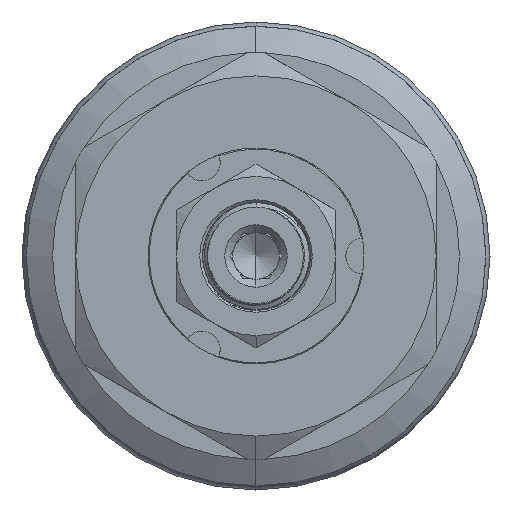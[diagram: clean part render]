
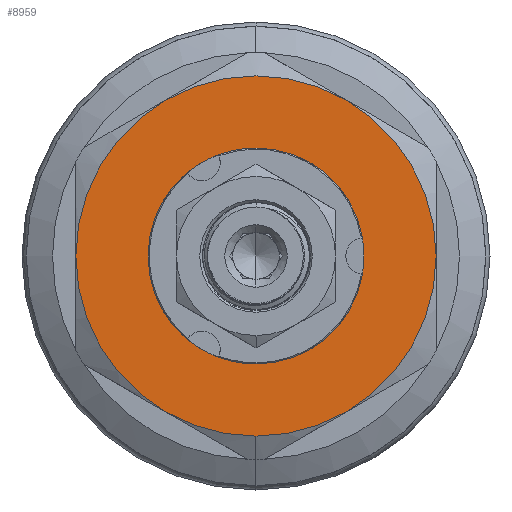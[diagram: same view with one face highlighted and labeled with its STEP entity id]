
A CAD part, left-side view. The second image highlights one B-rep face of the part: STEP entity #8959.
In plain terms, the highlighted planar face has unit normal (-1, 0, 0).
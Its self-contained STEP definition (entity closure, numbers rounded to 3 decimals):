
#13 = CIRCLE ( 'NONE', #889, 7.55 ) ;
#102 = CIRCLE ( 'NONE', #13348, 7.55 ) ;
#148 = DIRECTION ( 'NONE',  ( 1., 0., 0. ) ) ;
#156 = DIRECTION ( 'NONE',  ( 0., 0., -1. ) ) ;
#157 = CARTESIAN_POINT ( 'NONE',  ( 0., 0., 0. ) ) ;
#197 = DIRECTION ( 'NONE',  ( 1., 0., 0. ) ) ;
#224 = DIRECTION ( 'NONE',  ( 0., 0., -1. ) ) ;
#228 = CARTESIAN_POINT ( 'NONE',  ( 0., 0., 0. ) ) ;
#426 = CARTESIAN_POINT ( 'NONE',  ( 0., 15.85, 0. ) ) ;
#449 = CARTESIAN_POINT ( 'NONE',  ( 0., -15.85, 0. ) ) ;
#485 = CARTESIAN_POINT ( 'NONE',  ( 0., 7.925, 13.727 ) ) ;
#579 = CARTESIAN_POINT ( 'NONE',  ( 0., 0., -7.55 ) ) ;
#721 = EDGE_CURVE ( 'NONE', #3494, #3482, #3323, .T. ) ;
#740 = EDGE_CURVE ( 'NONE', #4137, #3623, #3864, .T. ) ;
#745 = EDGE_CURVE ( 'NONE', #3623, #3494, #3643, .T. ) ;
#780 = EDGE_CURVE ( 'NONE', #3489, #4172, #3359, .T. ) ;
#845 = EDGE_CURVE ( 'NONE', #3482, #3653, #3854, .T. ) ;
#876 = EDGE_CURVE ( 'NONE', #3653, #3489, #4076, .T. ) ;
#889 = AXIS2_PLACEMENT_3D ( 'NONE', #13965, #13966, #13967 ) ;
#1320 = DIRECTION ( 'NONE',  ( 1., 0., 0. ) ) ;
#1325 = CARTESIAN_POINT ( 'NONE',  ( 0., 0., 0. ) ) ;
#1340 = DIRECTION ( 'NONE',  ( 0., 0., -1. ) ) ;
#1363 = AXIS2_PLACEMENT_3D ( 'NONE', #10188, #10190, #10192 ) ;
#1913 = FACE_BOUND ( 'NONE', #10088, .T. ) ;
#2072 = FACE_OUTER_BOUND ( 'NONE', #10360, .T. ) ;
#2451 = CIRCLE ( 'NONE', #1363, 15.85 ) ;
#3275 = AXIS2_PLACEMENT_3D ( 'NONE', #10828, #10827, #10832 ) ;
#3323 = CIRCLE ( 'NONE', #14788, 15.85 ) ;
#3359 = CIRCLE ( 'NONE', #14828, 15.85 ) ;
#3415 = VERTEX_POINT ( 'NONE', #579 ) ;
#3482 = VERTEX_POINT ( 'NONE', #485 ) ;
#3489 = VERTEX_POINT ( 'NONE', #449 ) ;
#3494 = VERTEX_POINT ( 'NONE', #426 ) ;
#3623 = VERTEX_POINT ( 'NONE', #5362 ) ;
#3643 = CIRCLE ( 'NONE', #14822, 15.85 ) ;
#3653 = VERTEX_POINT ( 'NONE', #5218 ) ;
#3662 = VERTEX_POINT ( 'NONE', #5591 ) ;
#3854 = CIRCLE ( 'NONE', #14775, 15.85 ) ;
#3864 = CIRCLE ( 'NONE', #14763, 15.85 ) ;
#4076 = CIRCLE ( 'NONE', #14740, 15.85 ) ;
#4137 = VERTEX_POINT ( 'NONE', #6303 ) ;
#4172 = VERTEX_POINT ( 'NONE', #5185 ) ;
#5185 = CARTESIAN_POINT ( 'NONE',  ( 0., -7.925, -13.727 ) ) ;
#5218 = CARTESIAN_POINT ( 'NONE',  ( 0., -7.925, 13.727 ) ) ;
#5362 = CARTESIAN_POINT ( 'NONE',  ( 0., 7.925, -13.727 ) ) ;
#5591 = CARTESIAN_POINT ( 'NONE',  ( 0., 0., 7.55 ) ) ;
#6303 = CARTESIAN_POINT ( 'NONE',  ( 0., 0., -15.85 ) ) ;
#8163 = DIRECTION ( 'NONE',  ( 0., 0., -1. ) ) ;
#8835 = CARTESIAN_POINT ( 'NONE',  ( 0., 0., 0. ) ) ;
#8837 = DIRECTION ( 'NONE',  ( 1., 0., 0. ) ) ;
#8959 = ADVANCED_FACE ( 'NONE', ( #1913, #2072 ), #10830, .T. ) ;
#10088 = EDGE_LOOP ( 'NONE', ( #14566, #14436 ) ) ;
#10188 = CARTESIAN_POINT ( 'NONE',  ( 0., 0., 0. ) ) ;
#10190 = DIRECTION ( 'NONE',  ( 1., 0., 0. ) ) ;
#10192 = DIRECTION ( 'NONE',  ( 0., 0., -1. ) ) ;
#10360 = EDGE_LOOP ( 'NONE', ( #14527, #14606, #14599, #14442, #14434, #14616, #14472 ) ) ;
#10817 = DIRECTION ( 'NONE',  ( 1., 0., 0. ) ) ;
#10823 = CARTESIAN_POINT ( 'NONE',  ( 0., 0., 0. ) ) ;
#10827 = DIRECTION ( 'NONE',  ( -1., 0., 0. ) ) ;
#10828 = CARTESIAN_POINT ( 'NONE',  ( 0., 0., 0. ) ) ;
#10830 = PLANE ( 'NONE',  #3275 ) ;
#10832 = DIRECTION ( 'NONE',  ( 0., 0., 1. ) ) ;
#11024 = DIRECTION ( 'NONE',  ( 0., 0., -1. ) ) ;
#12137 = CARTESIAN_POINT ( 'NONE',  ( 0., 0., 0. ) ) ;
#12237 = DIRECTION ( 'NONE',  ( 0., 0., -1. ) ) ;
#12258 = DIRECTION ( 'NONE',  ( 1., 0., 0. ) ) ;
#13348 = AXIS2_PLACEMENT_3D ( 'NONE', #14131, #14132, #14133 ) ;
#13965 = CARTESIAN_POINT ( 'NONE',  ( 0., 0., 0. ) ) ;
#13966 = DIRECTION ( 'NONE',  ( -1., 0., 0. ) ) ;
#13967 = DIRECTION ( 'NONE',  ( 0., 0., -1. ) ) ;
#14131 = CARTESIAN_POINT ( 'NONE',  ( 0., 0., 0. ) ) ;
#14132 = DIRECTION ( 'NONE',  ( -1., 0., 0. ) ) ;
#14133 = DIRECTION ( 'NONE',  ( 0., 0., -1. ) ) ;
#14434 = ORIENTED_EDGE ( 'NONE', *, *, #876, .F. ) ;
#14436 = ORIENTED_EDGE ( 'NONE', *, *, #15020, .F. ) ;
#14442 = ORIENTED_EDGE ( 'NONE', *, *, #780, .F. ) ;
#14472 = ORIENTED_EDGE ( 'NONE', *, *, #721, .F. ) ;
#14527 = ORIENTED_EDGE ( 'NONE', *, *, #745, .F. ) ;
#14566 = ORIENTED_EDGE ( 'NONE', *, *, #14987, .F. ) ;
#14599 = ORIENTED_EDGE ( 'NONE', *, *, #14931, .F. ) ;
#14606 = ORIENTED_EDGE ( 'NONE', *, *, #740, .F. ) ;
#14616 = ORIENTED_EDGE ( 'NONE', *, *, #845, .F. ) ;
#14740 = AXIS2_PLACEMENT_3D ( 'NONE', #228, #197, #224 ) ;
#14763 = AXIS2_PLACEMENT_3D ( 'NONE', #157, #148, #156 ) ;
#14775 = AXIS2_PLACEMENT_3D ( 'NONE', #12137, #12258, #12237 ) ;
#14788 = AXIS2_PLACEMENT_3D ( 'NONE', #8835, #8837, #8163 ) ;
#14822 = AXIS2_PLACEMENT_3D ( 'NONE', #10823, #10817, #11024 ) ;
#14828 = AXIS2_PLACEMENT_3D ( 'NONE', #1325, #1320, #1340 ) ;
#14931 = EDGE_CURVE ( 'NONE', #4172, #4137, #2451, .T. ) ;
#14987 = EDGE_CURVE ( 'NONE', #3415, #3662, #13, .T. ) ;
#15020 = EDGE_CURVE ( 'NONE', #3662, #3415, #102, .T. ) ;
